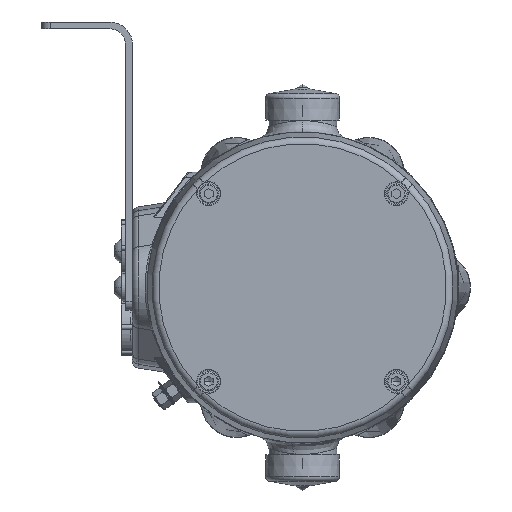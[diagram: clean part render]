
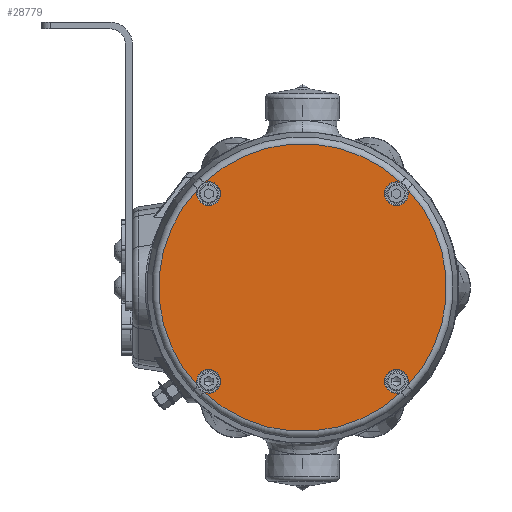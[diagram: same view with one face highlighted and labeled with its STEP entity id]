
A CAD part, left-side view. The second image highlights one B-rep face of the part: STEP entity #28779.
In plain terms, the highlighted planar face has unit normal (-1, 0, 0).
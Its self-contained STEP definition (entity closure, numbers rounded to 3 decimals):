
#493 = AXIS2_PLACEMENT_3D ( 'NONE', #8512, #33178, #12200 ) ;
#613 = CIRCLE ( 'NONE', #20475, 63.381 ) ;
#1173 = CIRCLE ( 'NONE', #31959, 5.25 ) ;
#1457 = ORIENTED_EDGE ( 'NONE', *, *, #10895, .T. ) ;
#2495 = CIRCLE ( 'NONE', #17128, 63.381 ) ;
#3568 = EDGE_CURVE ( 'NONE', #42295, #34054, #15729, .T. ) ;
#3681 = EDGE_CURVE ( 'NONE', #44712, #23076, #2495, .T. ) ;
#3973 = DIRECTION ( 'NONE',  ( 0., 0.707, 0.707 ) ) ;
#4138 = DIRECTION ( 'NONE',  ( 1., 0., 0. ) ) ;
#4501 = CARTESIAN_POINT ( 'NONE',  ( -136.025, -37.59, 42.508 ) ) ;
#5212 = DIRECTION ( 'NONE',  ( 1., 0., 0. ) ) ;
#5592 = CIRCLE ( 'NONE', #11285, 5.25 ) ;
#5673 = ORIENTED_EDGE ( 'NONE', *, *, #39901, .T. ) ;
#6168 = CIRCLE ( 'NONE', #32495, 5.25 ) ;
#6433 = DIRECTION ( 'NONE',  ( 1., 0., 0. ) ) ;
#7192 = CARTESIAN_POINT ( 'NONE',  ( -136.025, -41.302, 38.796 ) ) ;
#7535 = CARTESIAN_POINT ( 'NONE',  ( -136.025, 45.141, -40.224 ) ) ;
#7690 = CARTESIAN_POINT ( 'NONE',  ( -136.025, -37.59, 42.508 ) ) ;
#8002 = FACE_OUTER_BOUND ( 'NONE', #15189, .T. ) ;
#8057 = CARTESIAN_POINT ( 'NONE',  ( -136.025, 45.141, -40.224 ) ) ;
#8368 = CARTESIAN_POINT ( 'NONE',  ( -136.025, 47.148, -45.075 ) ) ;
#8512 = CARTESIAN_POINT ( 'NONE',  ( -136.025, -37.59, 42.508 ) ) ;
#8603 = DIRECTION ( 'NONE',  ( 0., 0.707, 0.707 ) ) ;
#8767 = CARTESIAN_POINT ( 'NONE',  ( -136.025, 45.141, -40.224 ) ) ;
#9298 = ORIENTED_EDGE ( 'NONE', *, *, #24628, .T. ) ;
#9807 = CARTESIAN_POINT ( 'NONE',  ( -136.025, -37.59, -40.224 ) ) ;
#10895 = EDGE_CURVE ( 'NONE', #23045, #11698, #19330, .T. ) ;
#10973 = VERTEX_POINT ( 'NONE', #23428 ) ;
#11069 = AXIS2_PLACEMENT_3D ( 'NONE', #7535, #4138, #3973 ) ;
#11285 = AXIS2_PLACEMENT_3D ( 'NONE', #27570, #6433, #41869 ) ;
#11698 = VERTEX_POINT ( 'NONE', #21797 ) ;
#11779 = EDGE_CURVE ( 'NONE', #42026, #41394, #22576, .T. ) ;
#12200 = DIRECTION ( 'NONE',  ( 0., 0.707, 0.707 ) ) ;
#12716 = ORIENTED_EDGE ( 'NONE', *, *, #3568, .T. ) ;
#13031 = DIRECTION ( 'NONE',  ( -1., 0., 0. ) ) ;
#13089 = AXIS2_PLACEMENT_3D ( 'NONE', #29897, #26069, #43769 ) ;
#15163 = EDGE_CURVE ( 'NONE', #32591, #10973, #22142, .T. ) ;
#15189 = EDGE_LOOP ( 'NONE', ( #9298, #45384, #36297, #5673, #15894, #19288, #19896, #41115, #21908, #1457, #42792, #12716, #16716, #38437 ) ) ;
#15729 = CIRCLE ( 'NONE', #41618, 5.25 ) ;
#15894 = ORIENTED_EDGE ( 'NONE', *, *, #15163, .T. ) ;
#16373 = CIRCLE ( 'NONE', #493, 5.25 ) ;
#16716 = ORIENTED_EDGE ( 'NONE', *, *, #18622, .T. ) ;
#17003 = EDGE_CURVE ( 'NONE', #11698, #42295, #16373, .T. ) ;
#17128 = AXIS2_PLACEMENT_3D ( 'NONE', #40194, #33267, #44061 ) ;
#17845 = CARTESIAN_POINT ( 'NONE',  ( -136.025, 3.776, 1.142 ) ) ;
#18330 = DIRECTION ( 'NONE',  ( 1., 0., 0. ) ) ;
#18622 = EDGE_CURVE ( 'NONE', #34054, #42026, #26268, .T. ) ;
#18735 = CIRCLE ( 'NONE', #13089, 5.25 ) ;
#18782 = DIRECTION ( 'NONE',  ( 0., 0.707, 0.707 ) ) ;
#18851 = DIRECTION ( 'NONE',  ( 0., 0.707, 0.707 ) ) ;
#19288 = ORIENTED_EDGE ( 'NONE', *, *, #24188, .T. ) ;
#19330 = CIRCLE ( 'NONE', #20576, 63.381 ) ;
#19896 = ORIENTED_EDGE ( 'NONE', *, *, #25256, .T. ) ;
#20321 = DIRECTION ( 'NONE',  ( -1., 0., 0. ) ) ;
#20475 = AXIS2_PLACEMENT_3D ( 'NONE', #45678, #45535, #24419 ) ;
#20576 = AXIS2_PLACEMENT_3D ( 'NONE', #41431, #20321, #27587 ) ;
#20622 = DIRECTION ( 'NONE',  ( 1., 0., 0. ) ) ;
#21383 = DIRECTION ( 'NONE',  ( 0., 0.707, 0.707 ) ) ;
#21398 = VERTEX_POINT ( 'NONE', #36353 ) ;
#21797 = CARTESIAN_POINT ( 'NONE',  ( -136.025, -42.441, 44.515 ) ) ;
#21908 = ORIENTED_EDGE ( 'NONE', *, *, #24768, .T. ) ;
#22101 = AXIS2_PLACEMENT_3D ( 'NONE', #9807, #20622, #37912 ) ;
#22142 = CIRCLE ( 'NONE', #11069, 5.25 ) ;
#22439 = VERTEX_POINT ( 'NONE', #38225 ) ;
#22576 = CIRCLE ( 'NONE', #42158, 63.381 ) ;
#23045 = VERTEX_POINT ( 'NONE', #39028 ) ;
#23076 = VERTEX_POINT ( 'NONE', #24849 ) ;
#23428 = CARTESIAN_POINT ( 'NONE',  ( -136.025, 41.429, -43.936 ) ) ;
#23782 = AXIS2_PLACEMENT_3D ( 'NONE', #8767, #30204, #33590 ) ;
#24006 = CARTESIAN_POINT ( 'NONE',  ( -136.025, 48.854, -36.511 ) ) ;
#24188 = EDGE_CURVE ( 'NONE', #10973, #26070, #6168, .T. ) ;
#24419 = DIRECTION ( 'NONE',  ( 0., 0.707, 0.707 ) ) ;
#24628 = EDGE_CURVE ( 'NONE', #41394, #21398, #1173, .T. ) ;
#24768 = EDGE_CURVE ( 'NONE', #22439, #23045, #5592, .T. ) ;
#24849 = CARTESIAN_POINT ( 'NONE',  ( -136.025, 49.993, -42.231 ) ) ;
#25256 = EDGE_CURVE ( 'NONE', #26070, #39424, #613, .T. ) ;
#26070 = VERTEX_POINT ( 'NONE', #8368 ) ;
#26069 = DIRECTION ( 'NONE',  ( 1., 0., 0. ) ) ;
#26268 = CIRCLE ( 'NONE', #42737, 5.25 ) ;
#27268 = CARTESIAN_POINT ( 'NONE',  ( -136.025, 49.993, 44.515 ) ) ;
#27281 = EDGE_CURVE ( 'NONE', #21398, #44712, #18735, .T. ) ;
#27570 = CARTESIAN_POINT ( 'NONE',  ( -136.025, -37.59, -40.224 ) ) ;
#27587 = DIRECTION ( 'NONE',  ( 0., 0.707, 0.707 ) ) ;
#27895 = CARTESIAN_POINT ( 'NONE',  ( -136.025, 47.148, 47.359 ) ) ;
#28263 = AXIS2_PLACEMENT_3D ( 'NONE', #17845, #13031, #21383 ) ;
#28779 = ADVANCED_FACE ( 'NONE', ( #8002 ), #31871, .T. ) ;
#29184 = DIRECTION ( 'NONE',  ( 1., 0., 0. ) ) ;
#29477 = DIRECTION ( 'NONE',  ( 0., 0.707, 0.707 ) ) ;
#29641 = DIRECTION ( 'NONE',  ( 1., 0., 0. ) ) ;
#29897 = CARTESIAN_POINT ( 'NONE',  ( -136.025, 45.141, 42.508 ) ) ;
#30204 = DIRECTION ( 'NONE',  ( 1., 0., 0. ) ) ;
#30762 = CARTESIAN_POINT ( 'NONE',  ( -136.025, -33.878, 46.22 ) ) ;
#31871 = PLANE ( 'NONE',  #28263 ) ;
#31959 = AXIS2_PLACEMENT_3D ( 'NONE', #43759, #5212, #8603 ) ;
#32495 = AXIS2_PLACEMENT_3D ( 'NONE', #8057, #29641, #18851 ) ;
#32591 = VERTEX_POINT ( 'NONE', #24006 ) ;
#33178 = DIRECTION ( 'NONE',  ( 1., 0., 0. ) ) ;
#33267 = DIRECTION ( 'NONE',  ( -1., 0., 0. ) ) ;
#33454 = CARTESIAN_POINT ( 'NONE',  ( -136.025, -39.597, 47.359 ) ) ;
#33481 = CIRCLE ( 'NONE', #22101, 5.25 ) ;
#33499 = CARTESIAN_POINT ( 'NONE',  ( -136.025, -39.597, -45.075 ) ) ;
#33590 = DIRECTION ( 'NONE',  ( 0., 0.707, 0.707 ) ) ;
#34054 = VERTEX_POINT ( 'NONE', #30762 ) ;
#35841 = CARTESIAN_POINT ( 'NONE',  ( -136.025, 3.776, 1.142 ) ) ;
#36147 = DIRECTION ( 'NONE',  ( 0., 0.707, 0.707 ) ) ;
#36297 = ORIENTED_EDGE ( 'NONE', *, *, #3681, .T. ) ;
#36353 = CARTESIAN_POINT ( 'NONE',  ( -136.025, 41.429, 38.796 ) ) ;
#37912 = DIRECTION ( 'NONE',  ( 0., 0.707, 0.707 ) ) ;
#38225 = CARTESIAN_POINT ( 'NONE',  ( -136.025, -33.878, -36.511 ) ) ;
#38437 = ORIENTED_EDGE ( 'NONE', *, *, #11779, .T. ) ;
#39028 = CARTESIAN_POINT ( 'NONE',  ( -136.025, -42.441, -42.231 ) ) ;
#39388 = DIRECTION ( 'NONE',  ( -1., 0., 0. ) ) ;
#39424 = VERTEX_POINT ( 'NONE', #33499 ) ;
#39901 = EDGE_CURVE ( 'NONE', #23076, #32591, #40602, .T. ) ;
#40194 = CARTESIAN_POINT ( 'NONE',  ( -136.025, 3.776, 1.142 ) ) ;
#40602 = CIRCLE ( 'NONE', #23782, 5.25 ) ;
#41115 = ORIENTED_EDGE ( 'NONE', *, *, #42239, .T. ) ;
#41394 = VERTEX_POINT ( 'NONE', #27895 ) ;
#41431 = CARTESIAN_POINT ( 'NONE',  ( -136.025, 3.776, 1.142 ) ) ;
#41618 = AXIS2_PLACEMENT_3D ( 'NONE', #7690, #18330, #18782 ) ;
#41869 = DIRECTION ( 'NONE',  ( 0., 0.707, 0.707 ) ) ;
#42026 = VERTEX_POINT ( 'NONE', #33454 ) ;
#42158 = AXIS2_PLACEMENT_3D ( 'NONE', #35841, #39388, #36147 ) ;
#42239 = EDGE_CURVE ( 'NONE', #39424, #22439, #33481, .T. ) ;
#42295 = VERTEX_POINT ( 'NONE', #7192 ) ;
#42737 = AXIS2_PLACEMENT_3D ( 'NONE', #4501, #29184, #29477 ) ;
#42792 = ORIENTED_EDGE ( 'NONE', *, *, #17003, .T. ) ;
#43759 = CARTESIAN_POINT ( 'NONE',  ( -136.025, 45.141, 42.508 ) ) ;
#43769 = DIRECTION ( 'NONE',  ( 0., 0.707, 0.707 ) ) ;
#44061 = DIRECTION ( 'NONE',  ( 0., 0.707, 0.707 ) ) ;
#44712 = VERTEX_POINT ( 'NONE', #27268 ) ;
#45384 = ORIENTED_EDGE ( 'NONE', *, *, #27281, .T. ) ;
#45535 = DIRECTION ( 'NONE',  ( -1., 0., 0. ) ) ;
#45678 = CARTESIAN_POINT ( 'NONE',  ( -136.025, 3.776, 1.142 ) ) ;
